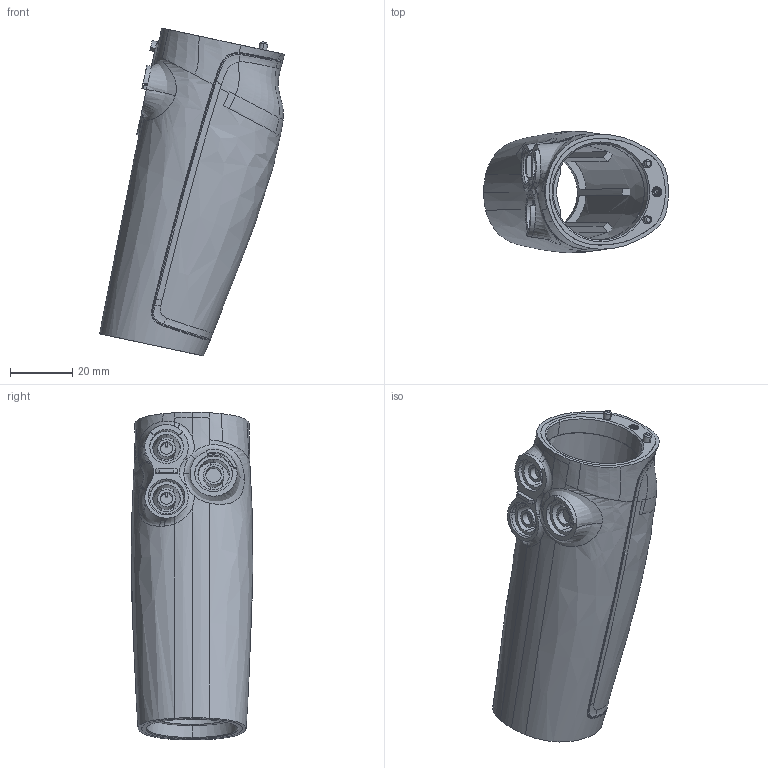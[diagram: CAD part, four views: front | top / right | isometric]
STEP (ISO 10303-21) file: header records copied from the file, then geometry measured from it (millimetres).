
FILE_DESCRIPTION((''),'2;1');
FILE_NAME('SHOUBING_ASM','2025-05-28T10:54:06',('lishuaijun5'),(''),'CREO PARAMETRIC BY PTC INC, 2020044','CREO PARAMETRIC BY PTC INC, 2020044','');
FILE_SCHEMA(('AUTOMOTIVE_DESIGN { 1 0 10303 214 1 1 1 1 }'));
Length unit declared in the file: millimetre
Products named in the file (4): SHOUCHI-2; RUANJIAO; M2-4_HT; SHOUBING_ASM
Assembly tree (3 placements, depth 2):
  SHOUBING_ASM
    SHOUCHI-2
    RUANJIAO
    M2-4_HT
Bounding box: 59.25 x 38.99 x 105.15 mm (x, y, z)
Volume: 56103.7 mm3; surface area: 49444.7 mm2
Topology: 3 solids, 4 shells, 519 faces, 1429 edges, 941 vertices
Faces by surface type: plane 183, bspline 183, cylinder 106, cone 22, extrusion 21, sphere 4
Entity records: 41304 total; most frequent: CARTESIAN_POINT 23961, ORIENTED_EDGE 2858, PRESENTATION_STYLE_ASSIGNMENT 1544, STYLED_ITEM 1544, DIRECTION 1489, EDGE_CURVE 1429, CURVE_STYLE 1220, VERTEX_POINT 941
